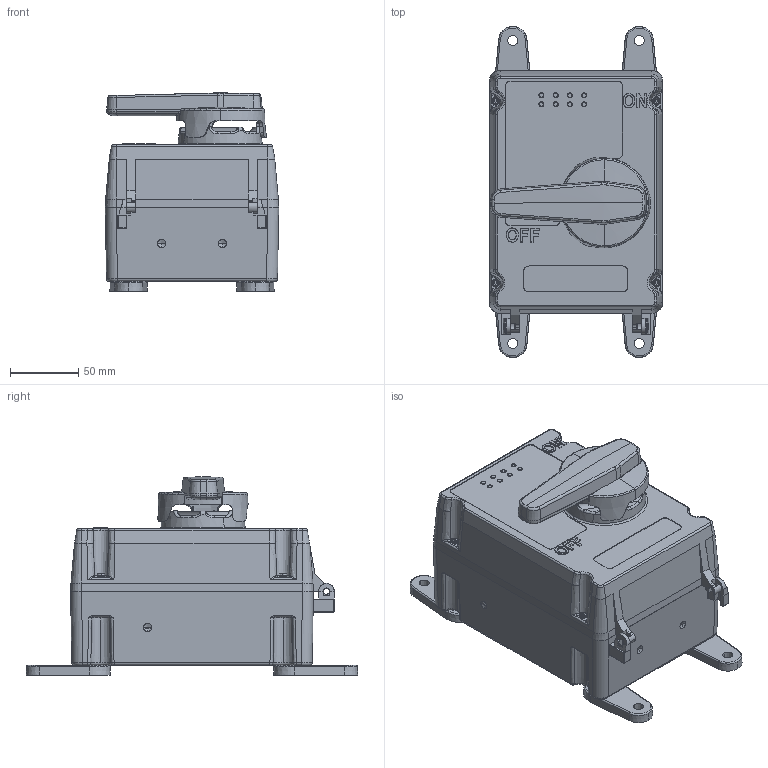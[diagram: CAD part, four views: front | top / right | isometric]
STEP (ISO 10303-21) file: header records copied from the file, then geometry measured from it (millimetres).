
FILE_DESCRIPTION (( 'STEP AP214' ), '1' );
FILE_NAME ('ORC0013-M01.STEP', '2021-07-23T17:18:43', ( '' ), ( '' ), 'SwSTEP 2.0', 'SolidWorks 2020', '' );
FILE_SCHEMA (( 'AUTOMOTIVE_DESIGN' ));
Length unit declared in the file: inch
Products named in the file (1): ORC0013-M01
Bounding box: 127 x 242.54 x 145.25 mm (x, y, z)
Surface area: 141958.1 mm2 (no closed solid volume)
Topology: 0 solids, 28 shells, 1000 faces, 3474 edges, 2453 vertices
Faces by surface type: plane 443, cone 190, bspline 144, torus 120, cylinder 95, sphere 8
Entity records: 58830 total; most frequent: CARTESIAN_POINT 18100, ORIENTED_EDGE 5700, DIRECTION 5297, EDGE_CURVE 3432, VERTEX_POINT 2453, AXIS2_PLACEMENT_3D 1894, LINE 1509, VECTOR 1509
